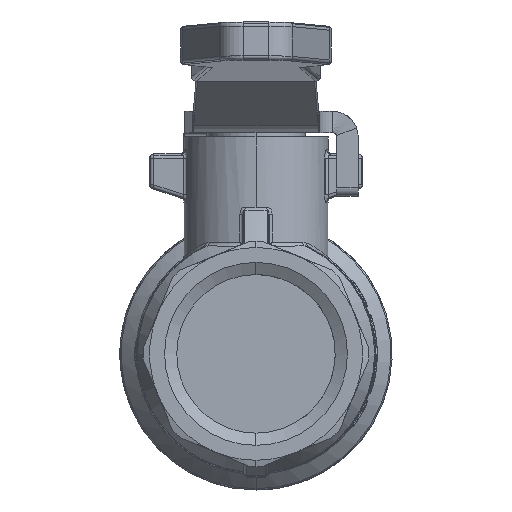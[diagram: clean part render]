
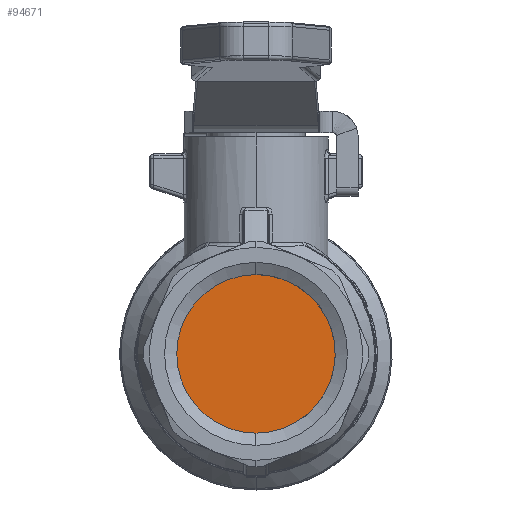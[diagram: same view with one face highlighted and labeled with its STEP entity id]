
A CAD part, left-side view. The second image highlights one B-rep face of the part: STEP entity #94671.
In plain terms, the highlighted planar face has unit normal (-1, 0, 0).
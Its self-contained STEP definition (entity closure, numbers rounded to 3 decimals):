
#9966=CARTESIAN_POINT('',(-14.,-0.,-9.316));
#9967=VERTEX_POINT('',#9966);
#9976=CARTESIAN_POINT('',(-14.,0.,0.));
#9977=DIRECTION('',(-1.,-0.,-0.));
#9978=DIRECTION('',(0.,0.,-1.));
#9979=AXIS2_PLACEMENT_3D('',#9976,#9977,#9978);
#9980=CIRCLE('',#9979,9.316);
#9981=EDGE_CURVE('',#9967,#9967,#9980,.T.);
#94663=CARTESIAN_POINT('',(-14.,4.658,0.));
#94664=DIRECTION('',(1.,0.,0.));
#94665=DIRECTION('',(0.,1.,0.));
#94666=AXIS2_PLACEMENT_3D('',#94663,#94664,#94665);
#94667=PLANE('',#94666);
#94668=ORIENTED_EDGE('',*,*,#9981,.T.);
#94669=EDGE_LOOP('',(#94668));
#94670=FACE_BOUND('',#94669,.T.);
#94671=ADVANCED_FACE('',(#94670),#94667,.F.);
